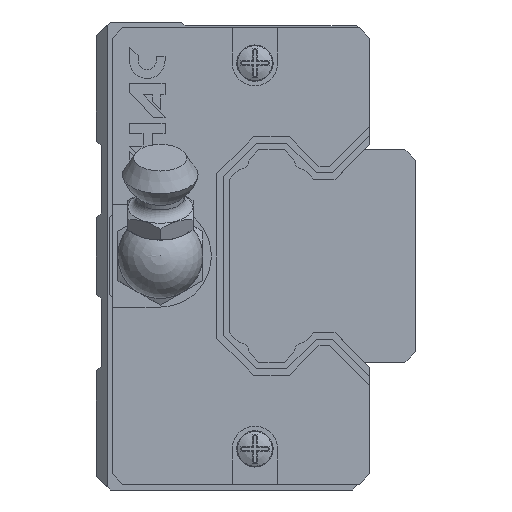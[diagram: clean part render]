
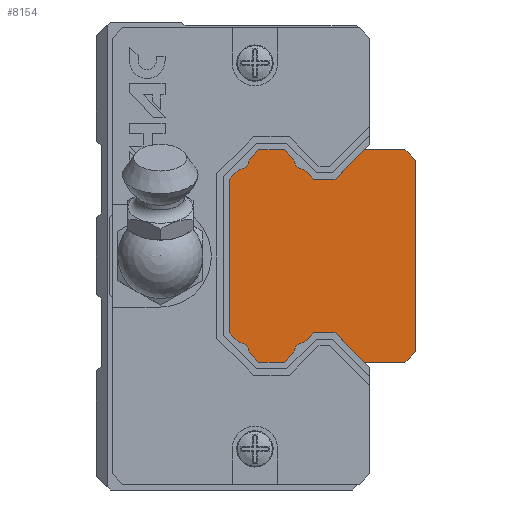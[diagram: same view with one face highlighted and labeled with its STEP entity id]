
A CAD part, left-side view. The second image highlights one B-rep face of the part: STEP entity #8154.
In plain terms, the highlighted planar face has unit normal (-1, 0, 0).
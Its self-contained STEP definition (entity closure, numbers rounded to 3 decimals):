
#146=CIRCLE('',#8677,0.909);
#151=CIRCLE('',#8694,0.909);
#153=CIRCLE('',#8700,0.909);
#164=CIRCLE('',#8715,0.909);
#558=ORIENTED_EDGE('',*,*,#2741,.F.);
#559=ORIENTED_EDGE('',*,*,#2860,.T.);
#560=ORIENTED_EDGE('',*,*,#2857,.F.);
#561=ORIENTED_EDGE('',*,*,#2811,.F.);
#562=ORIENTED_EDGE('',*,*,#2805,.F.);
#563=ORIENTED_EDGE('',*,*,#2802,.T.);
#564=ORIENTED_EDGE('',*,*,#2799,.F.);
#565=ORIENTED_EDGE('',*,*,#2796,.F.);
#566=ORIENTED_EDGE('',*,*,#2793,.F.);
#567=ORIENTED_EDGE('',*,*,#2790,.T.);
#568=ORIENTED_EDGE('',*,*,#2787,.F.);
#569=ORIENTED_EDGE('',*,*,#2784,.F.);
#570=ORIENTED_EDGE('',*,*,#2781,.F.);
#571=ORIENTED_EDGE('',*,*,#2778,.F.);
#572=ORIENTED_EDGE('',*,*,#2775,.F.);
#573=ORIENTED_EDGE('',*,*,#2772,.F.);
#574=ORIENTED_EDGE('',*,*,#2766,.F.);
#575=ORIENTED_EDGE('',*,*,#2763,.F.);
#576=ORIENTED_EDGE('',*,*,#2760,.F.);
#577=ORIENTED_EDGE('',*,*,#2757,.F.);
#578=ORIENTED_EDGE('',*,*,#2754,.F.);
#579=ORIENTED_EDGE('',*,*,#2751,.T.);
#580=ORIENTED_EDGE('',*,*,#2748,.F.);
#581=ORIENTED_EDGE('',*,*,#2745,.F.);
#2741=EDGE_CURVE('',#3917,#3918,#4722,.T.);
#2745=EDGE_CURVE('',#3918,#3921,#4726,.T.);
#2748=EDGE_CURVE('',#3921,#3923,#4729,.T.);
#2751=EDGE_CURVE('',#3925,#3923,#146,.T.);
#2754=EDGE_CURVE('',#3925,#3927,#4733,.T.);
#2757=EDGE_CURVE('',#3927,#3929,#4736,.T.);
#2760=EDGE_CURVE('',#3929,#3931,#4739,.T.);
#2763=EDGE_CURVE('',#3931,#3933,#4742,.T.);
#2766=EDGE_CURVE('',#3933,#3935,#4745,.T.);
#2772=EDGE_CURVE('',#3935,#3940,#4748,.T.);
#2775=EDGE_CURVE('',#3940,#3942,#4751,.T.);
#2778=EDGE_CURVE('',#3942,#3944,#4754,.T.);
#2781=EDGE_CURVE('',#3944,#3946,#4757,.T.);
#2784=EDGE_CURVE('',#3946,#3948,#4760,.T.);
#2787=EDGE_CURVE('',#3948,#3950,#4763,.T.);
#2790=EDGE_CURVE('',#3952,#3950,#151,.T.);
#2793=EDGE_CURVE('',#3952,#3954,#4767,.T.);
#2796=EDGE_CURVE('',#3954,#3956,#4770,.T.);
#2799=EDGE_CURVE('',#3956,#3958,#4773,.T.);
#2802=EDGE_CURVE('',#3960,#3958,#153,.T.);
#2805=EDGE_CURVE('',#3960,#3962,#4777,.T.);
#2811=EDGE_CURVE('',#3962,#3967,#4780,.T.);
#2857=EDGE_CURVE('',#3967,#4012,#4820,.T.);
#2860=EDGE_CURVE('',#3917,#4012,#164,.T.);
#3917=VERTEX_POINT('',#11599);
#3918=VERTEX_POINT('',#11600);
#3921=VERTEX_POINT('',#11608);
#3923=VERTEX_POINT('',#11614);
#3925=VERTEX_POINT('',#11620);
#3927=VERTEX_POINT('',#11626);
#3929=VERTEX_POINT('',#11632);
#3931=VERTEX_POINT('',#11638);
#3933=VERTEX_POINT('',#11644);
#3935=VERTEX_POINT('',#11650);
#3940=VERTEX_POINT('',#11662);
#3942=VERTEX_POINT('',#11668);
#3944=VERTEX_POINT('',#11674);
#3946=VERTEX_POINT('',#11680);
#3948=VERTEX_POINT('',#11686);
#3950=VERTEX_POINT('',#11692);
#3952=VERTEX_POINT('',#11698);
#3954=VERTEX_POINT('',#11704);
#3956=VERTEX_POINT('',#11710);
#3958=VERTEX_POINT('',#11716);
#3960=VERTEX_POINT('',#11722);
#3962=VERTEX_POINT('',#11728);
#3967=VERTEX_POINT('',#11740);
#4012=VERTEX_POINT('',#11832);
#4722=LINE('',#11598,#5693);
#4726=LINE('',#11607,#5697);
#4729=LINE('',#11613,#5700);
#4733=LINE('',#11625,#5704);
#4736=LINE('',#11631,#5707);
#4739=LINE('',#11637,#5710);
#4742=LINE('',#11643,#5713);
#4745=LINE('',#11649,#5716);
#4748=LINE('',#11661,#5719);
#4751=LINE('',#11667,#5722);
#4754=LINE('',#11673,#5725);
#4757=LINE('',#11679,#5728);
#4760=LINE('',#11685,#5731);
#4763=LINE('',#11691,#5734);
#4767=LINE('',#11703,#5738);
#4770=LINE('',#11709,#5741);
#4773=LINE('',#11715,#5744);
#4777=LINE('',#11727,#5748);
#4780=LINE('',#11739,#5751);
#4820=LINE('',#11831,#5791);
#5693=VECTOR('',#9327,1000.);
#5697=VECTOR('',#9333,1000.);
#5700=VECTOR('',#9338,1000.);
#5704=VECTOR('',#9350,1000.);
#5707=VECTOR('',#9355,1000.);
#5710=VECTOR('',#9360,1000.);
#5713=VECTOR('',#9365,1000.);
#5716=VECTOR('',#9370,1000.);
#5719=VECTOR('',#9381,1000.);
#5722=VECTOR('',#9386,1000.);
#5725=VECTOR('',#9391,1000.);
#5728=VECTOR('',#9396,1000.);
#5731=VECTOR('',#9401,1000.);
#5734=VECTOR('',#9406,1000.);
#5738=VECTOR('',#9418,1000.);
#5741=VECTOR('',#9423,1000.);
#5744=VECTOR('',#9428,1000.);
#5748=VECTOR('',#9440,1000.);
#5751=VECTOR('',#9451,1000.);
#5791=VECTOR('',#9505,1000.);
#6699=EDGE_LOOP('',(#558,#559,#560,#561,#562,#563,#564,#565,#566,#567,#568,
#569,#570,#571,#572,#573,#574,#575,#576,#577,#578,#579,#580,#581));
#7248=FACE_BOUND('',#6699,.T.);
#7787=PLANE('',#8718);
#8154=ADVANCED_FACE('',(#7248),#7787,.F.);
#8677=AXIS2_PLACEMENT_3D('',#11619,#9343,#9344);
#8694=AXIS2_PLACEMENT_3D('',#11697,#9411,#9412);
#8700=AXIS2_PLACEMENT_3D('',#11721,#9433,#9434);
#8715=AXIS2_PLACEMENT_3D('',#11837,#9510,#9511);
#8718=AXIS2_PLACEMENT_3D('',#11840,#9516,#9517);
#9327=DIRECTION('',(0.,-0.707,0.707));
#9333=DIRECTION('',(0.,-1.,0.));
#9338=DIRECTION('',(0.,-0.707,-0.707));
#9343=DIRECTION('',(1.,0.,0.));
#9344=DIRECTION('',(0.,0.,-1.));
#9350=DIRECTION('',(0.,-0.707,-0.707));
#9355=DIRECTION('',(0.,-1.,0.));
#9360=DIRECTION('',(0.,-0.707,0.707));
#9365=DIRECTION('',(0.,-1.,0.));
#9370=DIRECTION('',(0.,-0.707,-0.707));
#9381=DIRECTION('',(0.,0.,-1.));
#9386=DIRECTION('',(0.,0.707,-0.707));
#9391=DIRECTION('',(0.,1.,0.));
#9396=DIRECTION('',(0.,0.707,0.707));
#9401=DIRECTION('',(0.,1.,0.));
#9406=DIRECTION('',(0.,0.707,-0.707));
#9411=DIRECTION('',(1.,0.,0.));
#9412=DIRECTION('',(0.,0.,-1.));
#9418=DIRECTION('',(0.,0.707,-0.707));
#9423=DIRECTION('',(0.,1.,0.));
#9428=DIRECTION('',(0.,0.707,0.707));
#9433=DIRECTION('',(1.,0.,0.));
#9434=DIRECTION('',(0.,0.,-1.));
#9440=DIRECTION('',(0.,0.707,0.707));
#9451=DIRECTION('',(0.,0.,1.));
#9505=DIRECTION('',(0.,-0.707,0.707));
#9510=DIRECTION('',(1.,0.,0.));
#9511=DIRECTION('',(0.,0.,-1.));
#9516=DIRECTION('',(1.,0.,0.));
#9517=DIRECTION('',(0.,0.,-1.));
#11598=CARTESIAN_POINT('',(-75.,15.652,9.076));
#11599=CARTESIAN_POINT('',(-75.,15.652,9.076));
#11600=CARTESIAN_POINT('',(-75.,14.728,10.));
#11607=CARTESIAN_POINT('',(-75.,14.728,10.));
#11608=CARTESIAN_POINT('',(-75.,12.352,10.));
#11613=CARTESIAN_POINT('',(-75.,12.352,10.));
#11614=CARTESIAN_POINT('',(-75.,11.428,9.076));
#11619=CARTESIAN_POINT('',(-75.,10.52,9.06));
#11620=CARTESIAN_POINT('',(-75.,10.504,8.152));
#11625=CARTESIAN_POINT('',(-75.,10.504,8.152));
#11626=CARTESIAN_POINT('',(-75.,9.58,7.228));
#11631=CARTESIAN_POINT('',(-75.,9.58,7.228));
#11632=CARTESIAN_POINT('',(-75.,7.572,7.228));
#11637=CARTESIAN_POINT('',(-75.,7.572,7.228));
#11638=CARTESIAN_POINT('',(-75.,4.8,10.));
#11643=CARTESIAN_POINT('',(-75.,4.8,10.));
#11644=CARTESIAN_POINT('',(-75.,1.,10.));
#11649=CARTESIAN_POINT('',(-75.,1.,10.));
#11650=CARTESIAN_POINT('',(-75.,0.,9.));
#11661=CARTESIAN_POINT('',(-75.,0.,9.));
#11662=CARTESIAN_POINT('',(-75.,0.,-9.));
#11667=CARTESIAN_POINT('',(-75.,0.,-9.));
#11668=CARTESIAN_POINT('',(-75.,1.,-10.));
#11673=CARTESIAN_POINT('',(-75.,1.,-10.));
#11674=CARTESIAN_POINT('',(-75.,4.8,-10.));
#11679=CARTESIAN_POINT('',(-75.,4.8,-10.));
#11680=CARTESIAN_POINT('',(-75.,7.572,-7.228));
#11685=CARTESIAN_POINT('',(-75.,7.572,-7.228));
#11686=CARTESIAN_POINT('',(-75.,9.58,-7.228));
#11691=CARTESIAN_POINT('',(-75.,9.58,-7.228));
#11692=CARTESIAN_POINT('',(-75.,10.504,-8.152));
#11697=CARTESIAN_POINT('',(-75.,10.52,-9.06));
#11698=CARTESIAN_POINT('',(-75.,11.428,-9.076));
#11703=CARTESIAN_POINT('',(-75.,11.428,-9.076));
#11704=CARTESIAN_POINT('',(-75.,12.352,-10.));
#11709=CARTESIAN_POINT('',(-75.,12.352,-10.));
#11710=CARTESIAN_POINT('',(-75.,14.728,-10.));
#11715=CARTESIAN_POINT('',(-75.,14.728,-10.));
#11716=CARTESIAN_POINT('',(-75.,15.652,-9.076));
#11721=CARTESIAN_POINT('',(-75.,16.56,-9.06));
#11722=CARTESIAN_POINT('',(-75.,16.576,-8.152));
#11727=CARTESIAN_POINT('',(-75.,16.576,-8.152));
#11728=CARTESIAN_POINT('',(-75.,17.5,-7.228));
#11739=CARTESIAN_POINT('',(-75.,17.5,-7.228));
#11740=CARTESIAN_POINT('',(-75.,17.5,7.228));
#11831=CARTESIAN_POINT('',(-75.,17.5,7.228));
#11832=CARTESIAN_POINT('',(-75.,16.576,8.152));
#11837=CARTESIAN_POINT('',(-75.,16.56,9.06));
#11840=CARTESIAN_POINT('',(-75.,10.52,9.06));
